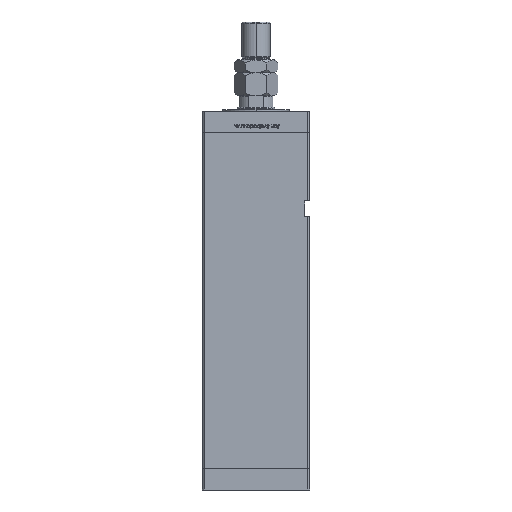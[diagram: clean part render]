
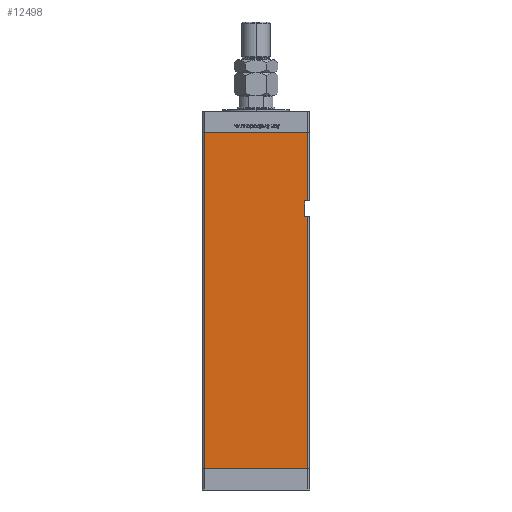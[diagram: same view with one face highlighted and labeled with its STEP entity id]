
A CAD part, left-side view. The second image highlights one B-rep face of the part: STEP entity #12498.
In plain terms, the highlighted planar face has unit normal (-1, 0, 0).
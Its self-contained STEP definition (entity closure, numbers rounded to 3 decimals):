
#32 = DIRECTION ( 'NONE',  ( 0., 0., -1. ) ) ;
#779 = EDGE_CURVE ( 'NONE', #18534, #19279, #51291, .T. ) ;
#991 = DIRECTION ( 'NONE',  ( 0., -1., 0. ) ) ;
#1134 = PLANE ( 'NONE',  #27758 ) ;
#1626 = CARTESIAN_POINT ( 'NONE',  ( -60., 49., 318.5 ) ) ;
#2047 = LINE ( 'NONE', #11162, #15513 ) ;
#2534 = VECTOR ( 'NONE', #10514, 1000. ) ;
#3087 = EDGE_CURVE ( 'NONE', #34959, #49793, #33241, .T. ) ;
#3491 = VECTOR ( 'NONE', #51914, 1000. ) ;
#4853 = CARTESIAN_POINT ( 'NONE',  ( -60., -49., 254. ) ) ;
#5842 = LINE ( 'NONE', #11340, #2534 ) ;
#8092 = CARTESIAN_POINT ( 'NONE',  ( -60., -46., 239. ) ) ;
#8620 = VECTOR ( 'NONE', #32, 1000. ) ;
#9973 = FACE_OUTER_BOUND ( 'NONE', #49484, .T. ) ;
#10514 = DIRECTION ( 'NONE',  ( 0., 0., -1. ) ) ;
#10768 = ORIENTED_EDGE ( 'NONE', *, *, #27053, .T. ) ;
#11162 = CARTESIAN_POINT ( 'NONE',  ( -60., 49., 318.5 ) ) ;
#11262 = CARTESIAN_POINT ( 'NONE',  ( -60., 49., 0. ) ) ;
#11340 = CARTESIAN_POINT ( 'NONE',  ( -60., -49., 318.5 ) ) ;
#12498 = ADVANCED_FACE ( 'NONE', ( #9973 ), #1134, .F. ) ;
#12507 = DIRECTION ( 'NONE',  ( 0., -1., 0. ) ) ;
#13224 = ORIENTED_EDGE ( 'NONE', *, *, #26983, .F. ) ;
#13848 = ORIENTED_EDGE ( 'NONE', *, *, #50883, .F. ) ;
#14337 = ORIENTED_EDGE ( 'NONE', *, *, #16834, .F. ) ;
#15513 = VECTOR ( 'NONE', #35492, 1000. ) ;
#16343 = CARTESIAN_POINT ( 'NONE',  ( -60., -46., 239. ) ) ;
#16834 = EDGE_CURVE ( 'NONE', #21296, #19279, #25226, .T. ) ;
#17573 = VERTEX_POINT ( 'NONE', #22048 ) ;
#17789 = VECTOR ( 'NONE', #991, 1000. ) ;
#18534 = VERTEX_POINT ( 'NONE', #28488 ) ;
#19279 = VERTEX_POINT ( 'NONE', #4853 ) ;
#19295 = LINE ( 'NONE', #11262, #39502 ) ;
#21062 = LINE ( 'NONE', #37889, #8620 ) ;
#21296 = VERTEX_POINT ( 'NONE', #36878 ) ;
#21624 = CARTESIAN_POINT ( 'NONE',  ( -60., 49., 318.5 ) ) ;
#22048 = CARTESIAN_POINT ( 'NONE',  ( -60., 49., 0. ) ) ;
#22299 = CARTESIAN_POINT ( 'NONE',  ( -60., -46., 254. ) ) ;
#25226 = LINE ( 'NONE', #38462, #26966 ) ;
#26566 = DIRECTION ( 'NONE',  ( 1., 0., 0. ) ) ;
#26966 = VECTOR ( 'NONE', #33772, 1000. ) ;
#26983 = EDGE_CURVE ( 'NONE', #18534, #34959, #21062, .T. ) ;
#27053 = EDGE_CURVE ( 'NONE', #17573, #39930, #19295, .T. ) ;
#27758 = AXIS2_PLACEMENT_3D ( 'NONE', #21624, #26566, #39543 ) ;
#28488 = CARTESIAN_POINT ( 'NONE',  ( -60., -46., 254. ) ) ;
#28797 = EDGE_CURVE ( 'NONE', #49793, #39930, #5842, .T. ) ;
#29048 = EDGE_CURVE ( 'NONE', #32654, #17573, #48039, .T. ) ;
#31318 = CARTESIAN_POINT ( 'NONE',  ( -60., 49., 318.5 ) ) ;
#32654 = VERTEX_POINT ( 'NONE', #31318 ) ;
#33241 = LINE ( 'NONE', #8092, #40766 ) ;
#33772 = DIRECTION ( 'NONE',  ( 0., 0., -1. ) ) ;
#34959 = VERTEX_POINT ( 'NONE', #16343 ) ;
#35492 = DIRECTION ( 'NONE',  ( 0., -1., 0. ) ) ;
#36725 = ORIENTED_EDGE ( 'NONE', *, *, #29048, .T. ) ;
#36878 = CARTESIAN_POINT ( 'NONE',  ( -60., -49., 318.5 ) ) ;
#37889 = CARTESIAN_POINT ( 'NONE',  ( -60., -46., 254. ) ) ;
#38462 = CARTESIAN_POINT ( 'NONE',  ( -60., -49., 318.5 ) ) ;
#39502 = VECTOR ( 'NONE', #48841, 1000. ) ;
#39543 = DIRECTION ( 'NONE',  ( 0., 1., 0. ) ) ;
#39930 = VERTEX_POINT ( 'NONE', #48774 ) ;
#40766 = VECTOR ( 'NONE', #12507, 1000. ) ;
#48039 = LINE ( 'NONE', #1626, #3491 ) ;
#48726 = CARTESIAN_POINT ( 'NONE',  ( -60., -49., 239. ) ) ;
#48774 = CARTESIAN_POINT ( 'NONE',  ( -60., -49., 0. ) ) ;
#48835 = ORIENTED_EDGE ( 'NONE', *, *, #28797, .F. ) ;
#48841 = DIRECTION ( 'NONE',  ( 0., -1., 0. ) ) ;
#49456 = ORIENTED_EDGE ( 'NONE', *, *, #779, .T. ) ;
#49484 = EDGE_LOOP ( 'NONE', ( #48835, #52405, #13224, #49456, #14337, #13848, #36725, #10768 ) ) ;
#49793 = VERTEX_POINT ( 'NONE', #48726 ) ;
#50883 = EDGE_CURVE ( 'NONE', #32654, #21296, #2047, .T. ) ;
#51291 = LINE ( 'NONE', #22299, #17789 ) ;
#51914 = DIRECTION ( 'NONE',  ( 0., 0., -1. ) ) ;
#52405 = ORIENTED_EDGE ( 'NONE', *, *, #3087, .F. ) ;
